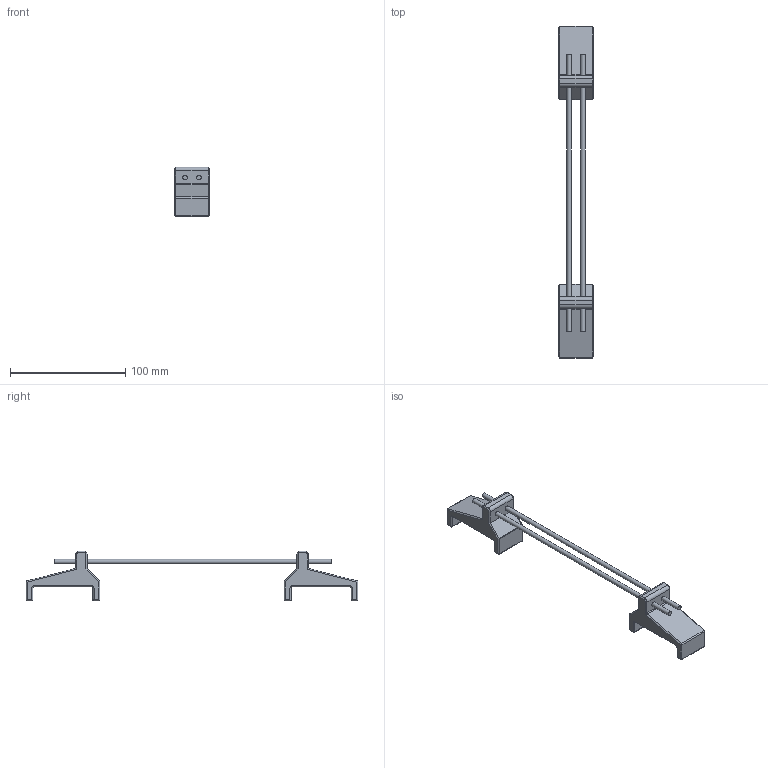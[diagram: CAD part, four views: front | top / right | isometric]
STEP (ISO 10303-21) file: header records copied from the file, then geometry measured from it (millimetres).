
FILE_DESCRIPTION(/* description */ (''),/* implementation_level */ '2;1');
FILE_NAME(/* name */ 'Bracket aquario v2.step',/* time_stamp */ '2024-10-22T14:28:24-03:00',/* author */ (''),/* organization */ (''),/* preprocessor_version */ 'ST-DEVELOPER v20',/* originating_system */ 'Autodesk Translation Framework v13.20.0.188',/* authorisation */ '');
FILE_SCHEMA (('AUTOMOTIVE_DESIGN { 1 0 10303 214 3 1 1 }'));
Length unit declared in the file: millimetre
Products named in the file (1): Bracket aquario
Bounding box: 30 x 288 x 43 mm (x, y, z)
Volume: 66076.5 mm3; surface area: 23023.5 mm2
Topology: 4 solids, 4 shells, 152 faces, 340 edges, 172 vertices
Faces by surface type: plane 80, cone 44, cylinder 28
Full cylindrical faces by diameter (mm): 4 x2, 4.1 x4
Entity records: 3928 total; most frequent: DIRECTION 698, CARTESIAN_POINT 641, ORIENTED_EDGE 632, EDGE_CURVE 316, LINE 240, VECTOR 240, AXIS2_PLACEMENT_3D 229, VERTEX_POINT 172
